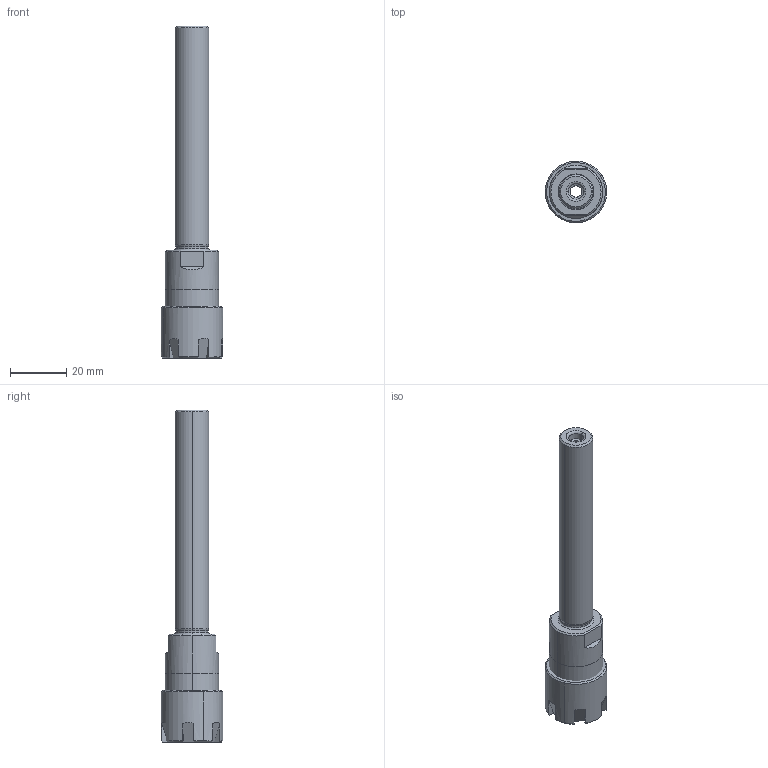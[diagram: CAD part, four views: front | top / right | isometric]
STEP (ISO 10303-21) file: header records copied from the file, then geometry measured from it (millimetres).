
FILE_DESCRIPTION(('HOOPS Exchange Step'),'2;1');
FILE_NAME('export-0700732E-009B-43A2-AF15-DB96D7BF46EE.stp','2023-12-08T18:28:27+01:00',('Engineering'),('Alibre'),'HOOPS Exchange 2021.0','Alibre','Unknown authorisation');
FILE_SCHEMA( ('AP242_MANAGED_MODEL_BASED_3D_ENGINEERING_MIM_LF {1 0 10303 442 1 1 4 }') );
Length unit declared in the file: millimetre
Products named in the file (3): 6406-1 CYL 12 x 080 - ERM16  Cylindrical shank colletholders SHAFT; 6406-2 CYL 12 x 080 - ERM16  Cylindrical shank colletholders ERM16 NUT; 6406 CYL 12 x 080 - ERM16  Cylindrical shank colletholder
Assembly tree (2 placements, depth 2):
  6406 CYL 12 x 080 - ERM16  Cylindrical shank colletholder
    6406-1 CYL 12 x 080 - ERM16  Cylindrical shank colletholders SHAFT
    6406-2 CYL 12 x 080 - ERM16  Cylindrical shank colletholders ERM16 NUT
Bounding box: 22 x 21.98 x 118.5 mm (x, y, z)
Volume: 13828.5 mm3; surface area: 10102.8 mm2
Topology: 2 solids, 2 shells, 106 faces, 248 edges, 149 vertices
Faces by surface type: cone 32, plane 31, cylinder 28, torus 15
Entity records: 3175 total; most frequent: DIRECTION 580, CARTESIAN_POINT 571, ORIENTED_EDGE 496, EDGE_CURVE 248, AXIS2_PLACEMENT_3D 238, VERTEX_POINT 149, CIRCLE 116, EDGE_LOOP 113
